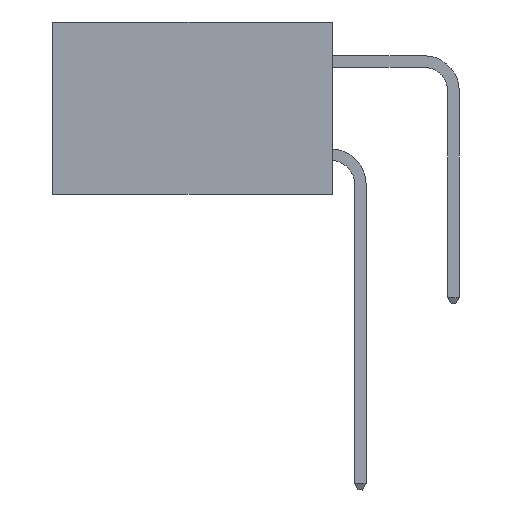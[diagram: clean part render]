
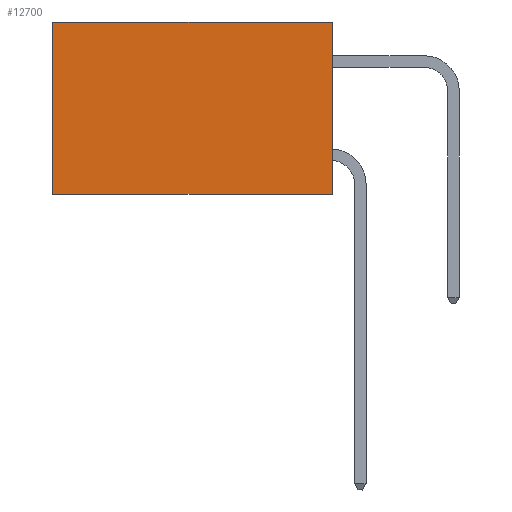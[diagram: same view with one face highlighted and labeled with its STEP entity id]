
A CAD part, left-side view. The second image highlights one B-rep face of the part: STEP entity #12700.
In plain terms, the highlighted planar face has unit normal (-1, 0, 0).
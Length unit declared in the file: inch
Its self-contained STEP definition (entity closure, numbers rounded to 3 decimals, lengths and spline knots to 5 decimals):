
#565 = CARTESIAN_POINT ( 'NONE',  ( 0.298, 0.6, -0.37 ) ) ;
#1344 = EDGE_CURVE ( 'NONE', #7075, #20247, #4624, .T. ) ;
#1912 = VERTEX_POINT ( 'NONE', #8861 ) ;
#2233 = CARTESIAN_POINT ( 'NONE',  ( 0.298, 0., 0. ) ) ;
#3706 = LINE ( 'NONE', #4601, #19192 ) ;
#3847 = DIRECTION ( 'NONE',  ( 0., 1., 0. ) ) ;
#4083 = PLANE ( 'NONE',  #17440 ) ;
#4220 = EDGE_CURVE ( 'NONE', #6786, #1912, #3706, .T. ) ;
#4601 = CARTESIAN_POINT ( 'NONE',  ( 0.298, 0., 0. ) ) ;
#4624 = LINE ( 'NONE', #8012, #17468 ) ;
#4771 = VECTOR ( 'NONE', #19510, 39.37008 ) ;
#5814 = DIRECTION ( 'NONE',  ( 0., 0., -1. ) ) ;
#6786 = VERTEX_POINT ( 'NONE', #13568 ) ;
#6826 = ORIENTED_EDGE ( 'NONE', *, *, #1344, .F. ) ;
#7075 = VERTEX_POINT ( 'NONE', #21529 ) ;
#8012 = CARTESIAN_POINT ( 'NONE',  ( 0.298, 0., -0.37 ) ) ;
#8861 = CARTESIAN_POINT ( 'NONE',  ( 0.298, 0.6, 0. ) ) ;
#8889 = EDGE_LOOP ( 'NONE', ( #11578, #6826, #9653, #17045 ) ) ;
#9653 = ORIENTED_EDGE ( 'NONE', *, *, #10940, .F. ) ;
#9784 = LINE ( 'NONE', #21127, #4771 ) ;
#10211 = DIRECTION ( 'NONE',  ( 0., 1., 0. ) ) ;
#10940 = EDGE_CURVE ( 'NONE', #6786, #7075, #9784, .T. ) ;
#11578 = ORIENTED_EDGE ( 'NONE', *, *, #13030, .T. ) ;
#11611 = DIRECTION ( 'NONE',  ( 0., 0., -1. ) ) ;
#12700 = ADVANCED_FACE ( 'NONE', ( #17528 ), #4083, .F. ) ;
#13030 = EDGE_CURVE ( 'NONE', #1912, #20247, #16776, .T. ) ;
#13568 = CARTESIAN_POINT ( 'NONE',  ( 0.298, 0., 0. ) ) ;
#15855 = DIRECTION ( 'NONE',  ( 1., 0., 0. ) ) ;
#16236 = VECTOR ( 'NONE', #11611, 39.37008 ) ;
#16776 = LINE ( 'NONE', #18328, #16236 ) ;
#17045 = ORIENTED_EDGE ( 'NONE', *, *, #4220, .T. ) ;
#17440 = AXIS2_PLACEMENT_3D ( 'NONE', #2233, #15855, #5814 ) ;
#17468 = VECTOR ( 'NONE', #10211, 39.37008 ) ;
#17528 = FACE_OUTER_BOUND ( 'NONE', #8889, .T. ) ;
#18328 = CARTESIAN_POINT ( 'NONE',  ( 0.298, 0.6, 0. ) ) ;
#19192 = VECTOR ( 'NONE', #3847, 39.37008 ) ;
#19510 = DIRECTION ( 'NONE',  ( 0., 0., -1. ) ) ;
#20247 = VERTEX_POINT ( 'NONE', #565 ) ;
#21127 = CARTESIAN_POINT ( 'NONE',  ( 0.298, 0., 0. ) ) ;
#21529 = CARTESIAN_POINT ( 'NONE',  ( 0.298, 0., -0.37 ) ) ;
